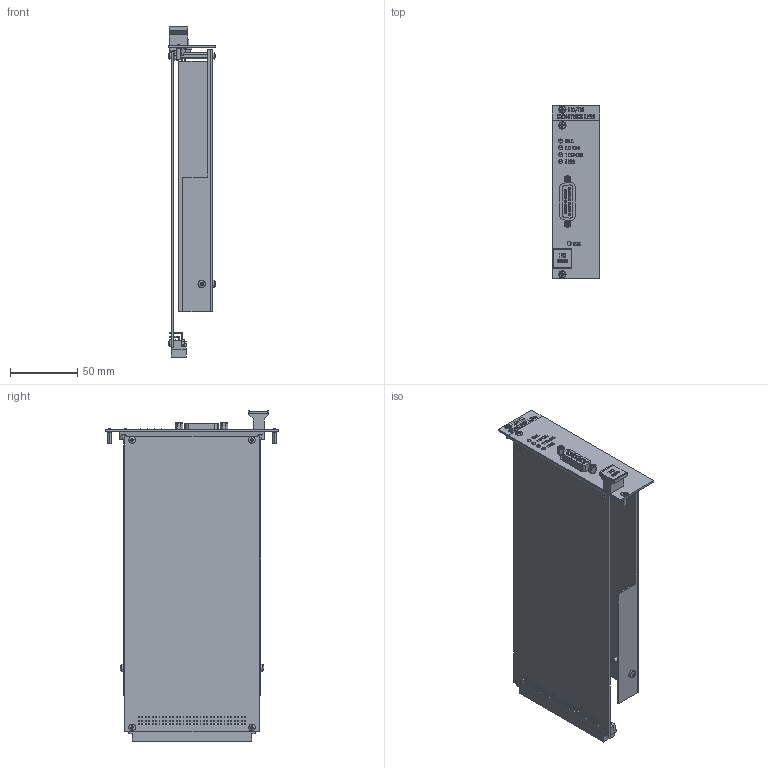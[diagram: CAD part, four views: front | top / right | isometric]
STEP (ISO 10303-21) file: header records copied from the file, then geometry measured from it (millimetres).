
FILE_DESCRIPTION (( 'STEP AP203' ), '1' );
FILE_NAME ('7222-E0W.STEP', '2012-08-08T14:15:03', ( '' ), ( '' ), 'SwSTEP 2.0', 'SolidWorks 2011', '' );
FILE_SCHEMA (( 'CONFIG_CONTROL_DESIGN' ));
Products named in the file (1): 7222-E0W
Bounding box: 35.2 x 128.4 x 245.27 mm (x, y, z)
Volume: 82101.7 mm3; surface area: 127466.3 mm2
Topology: 130 solids, 130 shells, 3162 faces, 7577 edges, 4840 vertices
Faces by surface type: plane 2277, cone 294, cylinder 285, bspline 203, torus 67, sphere 36
Entity records: 100659 total; most frequent: CARTESIAN_POINT 28432, ORIENTED_EDGE 15074, DIRECTION 14089, EDGE_CURVE 7537, LINE 5407, VECTOR 5407, VERTEX_POINT 4840, AXIS2_PLACEMENT_3D 4341
